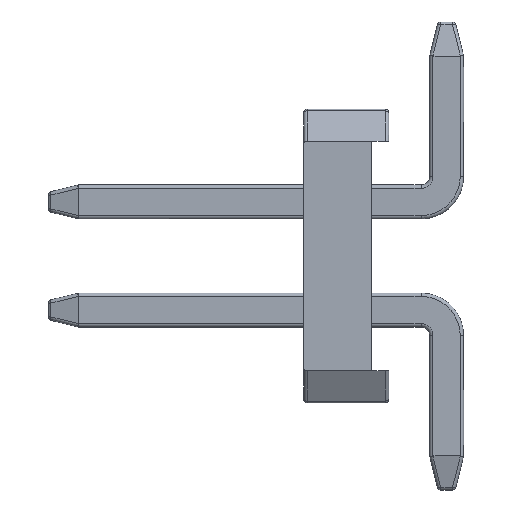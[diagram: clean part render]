
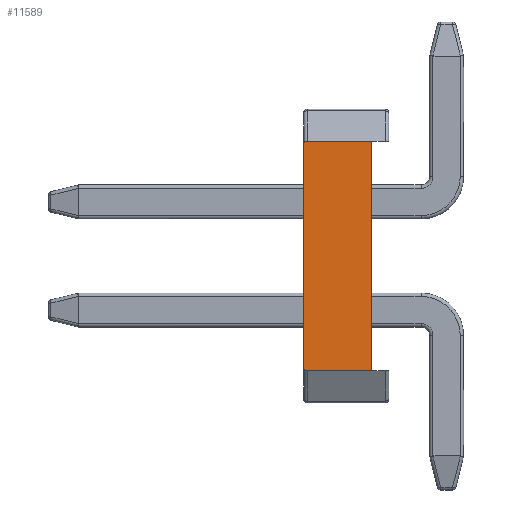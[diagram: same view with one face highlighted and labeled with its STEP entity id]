
A CAD part, left-side view. The second image highlights one B-rep face of the part: STEP entity #11589.
In plain terms, the highlighted planar face has unit normal (-1, 0, 0).
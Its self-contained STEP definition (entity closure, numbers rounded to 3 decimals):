
#143 = LINE ( 'NONE', #313, #4699 ) ;
#313 = CARTESIAN_POINT ( 'NONE',  ( -1.905, -0.3, -1.35 ) ) ;
#605 = LINE ( 'NONE', #8600, #7718 ) ;
#630 = CARTESIAN_POINT ( 'NONE',  ( -1.905, 0.5, -1.31 ) ) ;
#904 = DIRECTION ( 'NONE',  ( 0., 0., 1. ) ) ;
#1547 = DIRECTION ( 'NONE',  ( -1., 0., 0. ) ) ;
#1655 = CIRCLE ( 'NONE', #11042, 0.04 ) ;
#2070 = EDGE_CURVE ( 'NONE', #8352, #2834, #10469, .T. ) ;
#2313 = EDGE_CURVE ( 'NONE', #10985, #8534, #1655, .T. ) ;
#2834 = VERTEX_POINT ( 'NONE', #8169 ) ;
#2846 = CIRCLE ( 'NONE', #10626, 0.04 ) ;
#2876 = ORIENTED_EDGE ( 'NONE', *, *, #6072, .T. ) ;
#3060 = EDGE_CURVE ( 'NONE', #10985, #11056, #6784, .T. ) ;
#3382 = DIRECTION ( 'NONE',  ( -1., 0., 0. ) ) ;
#3613 = PLANE ( 'NONE',  #7222 ) ;
#4196 = DIRECTION ( 'NONE',  ( 0., 0., -1. ) ) ;
#4218 = VECTOR ( 'NONE', #904, 1000. ) ;
#4563 = DIRECTION ( 'NONE',  ( 0., 0., -1. ) ) ;
#4699 = VECTOR ( 'NONE', #4196, 1000. ) ;
#5305 = EDGE_CURVE ( 'NONE', #8534, #11400, #605, .T. ) ;
#5346 = FACE_OUTER_BOUND ( 'NONE', #9797, .T. ) ;
#5836 = ORIENTED_EDGE ( 'NONE', *, *, #2070, .F. ) ;
#6067 = ORIENTED_EDGE ( 'NONE', *, *, #5305, .T. ) ;
#6072 = EDGE_CURVE ( 'NONE', #8352, #11056, #2846, .T. ) ;
#6784 = LINE ( 'NONE', #12500, #4218 ) ;
#7222 = AXIS2_PLACEMENT_3D ( 'NONE', #9390, #10373, #4563 ) ;
#7348 = CARTESIAN_POINT ( 'NONE',  ( -1.905, 0.46, 1.31 ) ) ;
#7568 = VECTOR ( 'NONE', #10080, 1000. ) ;
#7618 = DIRECTION ( 'NONE',  ( 0., -1., 0. ) ) ;
#7718 = VECTOR ( 'NONE', #7618, 1000. ) ;
#7889 = ORIENTED_EDGE ( 'NONE', *, *, #2313, .T. ) ;
#7984 = CARTESIAN_POINT ( 'NONE',  ( -1.905, 0.46, 1.35 ) ) ;
#8169 = CARTESIAN_POINT ( 'NONE',  ( -1.905, -0.3, 1.35 ) ) ;
#8244 = ORIENTED_EDGE ( 'NONE', *, *, #3060, .F. ) ;
#8316 = DIRECTION ( 'NONE',  ( 0., 0., -1. ) ) ;
#8352 = VERTEX_POINT ( 'NONE', #7984 ) ;
#8412 = EDGE_CURVE ( 'NONE', #2834, #11400, #143, .T. ) ;
#8508 = CARTESIAN_POINT ( 'NONE',  ( -1.905, 0.5, 1.31 ) ) ;
#8534 = VERTEX_POINT ( 'NONE', #12336 ) ;
#8600 = CARTESIAN_POINT ( 'NONE',  ( -1.905, 0.5, -1.35 ) ) ;
#9088 = CARTESIAN_POINT ( 'NONE',  ( -1.905, 0.5, 1.35 ) ) ;
#9161 = CARTESIAN_POINT ( 'NONE',  ( -1.905, 0.46, -1.31 ) ) ;
#9390 = CARTESIAN_POINT ( 'NONE',  ( -1.905, 0.5, -1.35 ) ) ;
#9797 = EDGE_LOOP ( 'NONE', ( #5836, #2876, #8244, #7889, #6067, #10437 ) ) ;
#10080 = DIRECTION ( 'NONE',  ( 0., -1., 0. ) ) ;
#10137 = DIRECTION ( 'NONE',  ( 0., 0., -1. ) ) ;
#10373 = DIRECTION ( 'NONE',  ( 1., 0., 0. ) ) ;
#10437 = ORIENTED_EDGE ( 'NONE', *, *, #8412, .F. ) ;
#10469 = LINE ( 'NONE', #9088, #7568 ) ;
#10626 = AXIS2_PLACEMENT_3D ( 'NONE', #7348, #1547, #8316 ) ;
#10985 = VERTEX_POINT ( 'NONE', #630 ) ;
#11042 = AXIS2_PLACEMENT_3D ( 'NONE', #9161, #3382, #10137 ) ;
#11056 = VERTEX_POINT ( 'NONE', #8508 ) ;
#11400 = VERTEX_POINT ( 'NONE', #11914 ) ;
#11589 = ADVANCED_FACE ( 'NONE', ( #5346 ), #3613, .F. ) ;
#11914 = CARTESIAN_POINT ( 'NONE',  ( -1.905, -0.3, -1.35 ) ) ;
#12336 = CARTESIAN_POINT ( 'NONE',  ( -1.905, 0.46, -1.35 ) ) ;
#12500 = CARTESIAN_POINT ( 'NONE',  ( -1.905, 0.5, -1.35 ) ) ;
